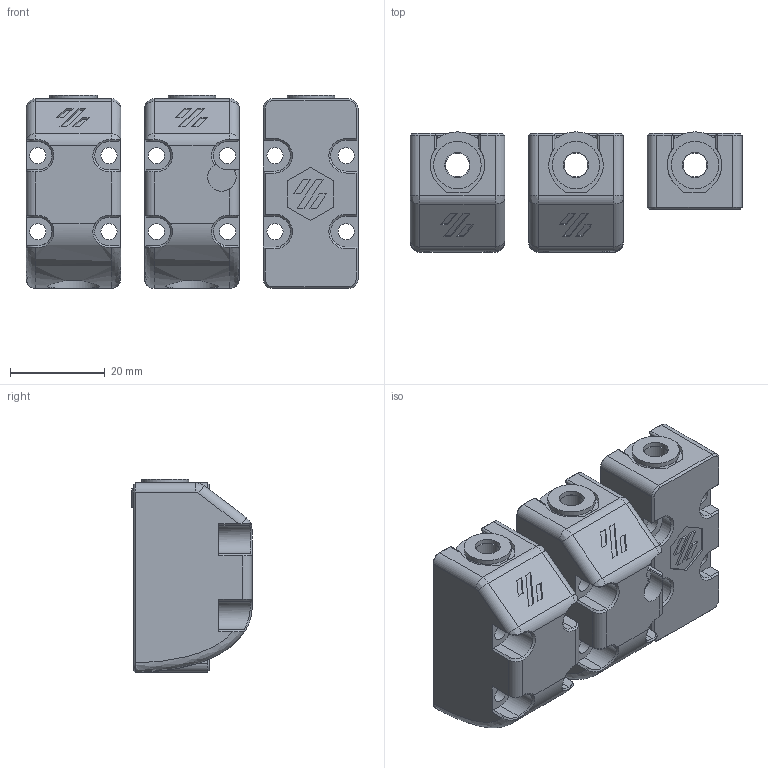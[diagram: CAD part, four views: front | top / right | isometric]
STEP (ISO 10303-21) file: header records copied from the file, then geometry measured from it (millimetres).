
FILE_DESCRIPTION(/* description */ (''),/* implementation_level */ '2;1');
FILE_NAME(/* name */ 'GE5C.step',/* time_stamp */ '2021-08-12T10:56:34-07:00',/* author */ (''),/* organization */ (''),/* preprocessor_version */ 'ST-DEVELOPER v18.1',/* originating_system */ 'Autodesk Translation Framework v10.9.0.1377',/* authorisation */ '');
FILE_SCHEMA (('AUTOMOTIVE_DESIGN { 1 0 10303 214 3 1 1 }'));
Length unit declared in the file: millimetre
Products named in the file (13): SPHERE_BEARING_Z_NO_SENSOR; GE5C Halleffect ; hardware; M5 1mm Spacer v1 (1); GE5C v1; GE5C No Endstops; hardware (1); M5 1mm Spacer v1 (1) (1); GE5C v1 (1); GE5C Standard Endstops; hardware (2); M5 1mm Spacer v1 (1) (2); GE5C v1 (2)
Assembly tree (12 placements, depth 4):
  SPHERE_BEARING_Z_NO_SENSOR
    GE5C Halleffect 
      hardware
        M5 1mm Spacer v1 (1)
        GE5C v1
    GE5C No Endstops
      hardware (1)
        M5 1mm Spacer v1 (1) (1)
        GE5C v1 (1)
    GE5C Standard Endstops
      hardware (2)
        M5 1mm Spacer v1 (1) (2)
        GE5C v1 (2)
Bounding box: 70 x 25.33 x 40.7 mm (x, y, z)
Volume: 33196.1 mm3; surface area: 20394.9 mm2
Topology: 12 solids, 12 shells, 466 faces, 1152 edges, 705 vertices
Faces by surface type: plane 267, cylinder 86, bspline 64, cone 43, sphere 6
Full cylindrical faces by diameter (mm): 3.4 x12, 5 x3, 5.3 x3, 10 x3, 14 x3
Entity records: 16581 total; most frequent: CARTESIAN_POINT 5524, ORIENTED_EDGE 2280, DIRECTION 2094, EDGE_CURVE 1140, LINE 774, VECTOR 774, VERTEX_POINT 705, AXIS2_PLACEMENT_3D 660
